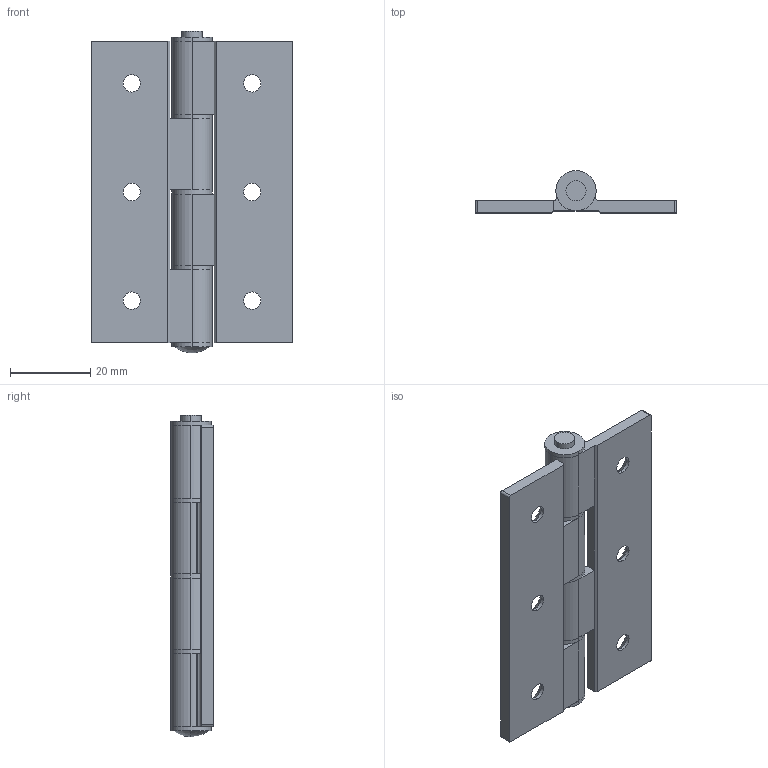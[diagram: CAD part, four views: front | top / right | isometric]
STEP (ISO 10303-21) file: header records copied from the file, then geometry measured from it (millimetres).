
FILE_DESCRIPTION (( 'STEP AP203' ), '1' );
FILE_NAME ('sone3D.STEP', '2013-10-10T05:35:53', ( '' ), ( '' ), 'SwSTEP 2.0', 'SolidWorks 2012', '' );
FILE_SCHEMA (( 'CONFIG_CONTROL_DESIGN' ));
Length unit declared in the file: millimetre
Products named in the file (5): B-78-B羽根__B-78-B-14羽根_; B-78-B僺儞__B-78-B-14_; B-78-Bブッシュ_; B-78-Bワッシャー_; sone3D
Assembly tree (8 placements, depth 2):
  sone3D
    B-78-B羽根__B-78-B-14羽根_  x2
    B-78-B僺儞__B-78-B-14_
    B-78-Bブッシュ_  x4
    B-78-Bワッシャー_
Bounding box: 50 x 10.5 x 80 mm (x, y, z)
Volume: 14546.7 mm3; surface area: 15302.7 mm2
Topology: 8 solids, 8 shells, 128 faces, 304 edges, 197 vertices
Faces by surface type: cylinder 72, plane 42, cone 12, sphere 2
Entity records: 2473 total; most frequent: DIRECTION 368, CARTESIAN_POINT 311, ORIENTED_EDGE 290, AXIS2_PLACEMENT_3D 151, EDGE_CURVE 145, VERTEX_POINT 94, CIRCLE 79, EDGE_LOOP 77
